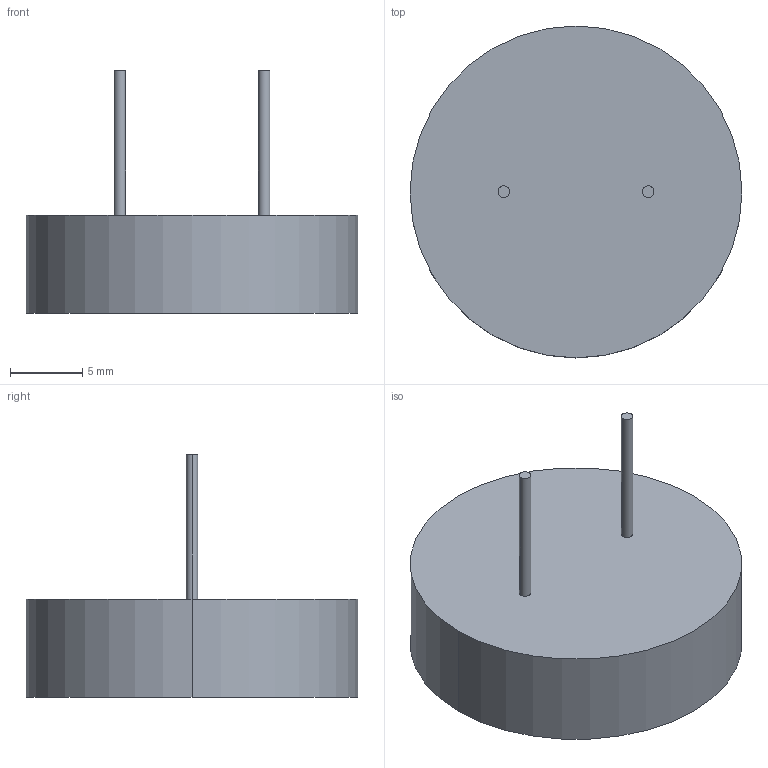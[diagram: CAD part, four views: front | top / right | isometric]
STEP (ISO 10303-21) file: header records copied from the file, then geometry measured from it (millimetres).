
FILE_DESCRIPTION (( 'STEP AP214' ), '1' );
FILE_NAME ('SPEAKER INGHAi GSPK2307P-8R1W.STEP', '2023-11-03T14:07:42', ( '' ), ( '' ), 'SwSTEP 2.0', 'SolidWorks 2019', '' );
FILE_SCHEMA (( 'AUTOMOTIVE_DESIGN' ));
Length unit declared in the file: millimetre
Products named in the file (1): SPEAKER INGHAi GSPK2307P-8R1W
Bounding box: 23 x 23 x 16.8 mm (x, y, z)
Volume: 2805.4 mm3; surface area: 1432.3 mm2
Topology: 1 solids, 1 shells, 67 faces, 132 edges, 88 vertices
Faces by surface type: cylinder 44, plane 23
Entity records: 1808 total; most frequent: DIRECTION 356, CARTESIAN_POINT 288, ORIENTED_EDGE 264, AXIS2_PLACEMENT_3D 156, EDGE_CURVE 132, EDGE_LOOP 88, CIRCLE 88, VERTEX_POINT 88
